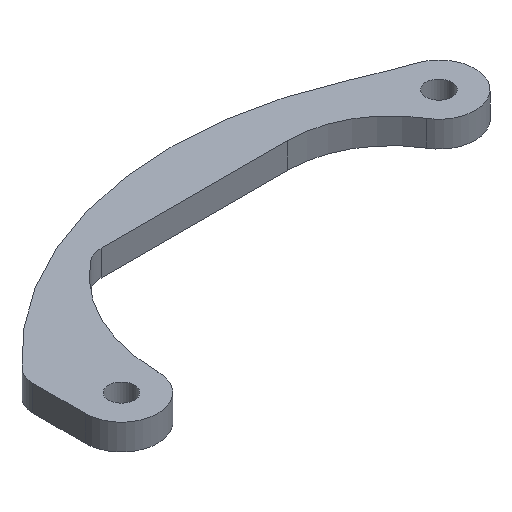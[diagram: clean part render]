
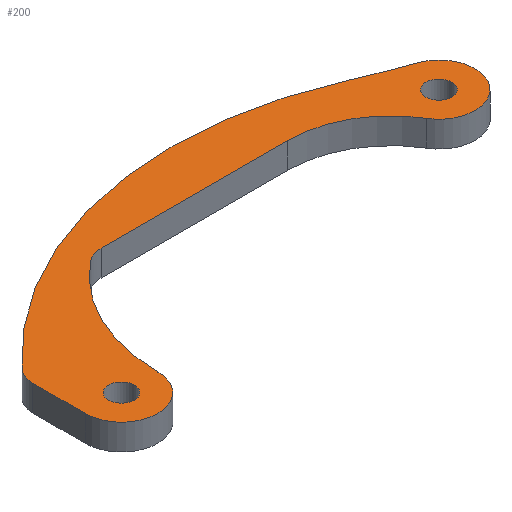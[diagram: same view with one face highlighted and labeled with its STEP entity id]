
A CAD part, isometric view. The second image highlights one B-rep face of the part: STEP entity #200.
In plain terms, the highlighted planar face has unit normal (0, 0, 1).
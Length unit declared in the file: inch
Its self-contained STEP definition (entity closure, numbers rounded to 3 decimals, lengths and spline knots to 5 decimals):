
#65=CARTESIAN_POINT('',(-1.20756,-2.94467,0.125));
#66=DIRECTION('',(0.,0.,1.));
#67=DIRECTION('',(1.,0.,0.));
#68=AXIS2_PLACEMENT_3D('',#65,#66,#67);
#69=PLANE('',#68);
#70=CARTESIAN_POINT('',(-2.44249,-4.00145,0.125));
#71=VERTEX_POINT('',#70);
#72=CARTESIAN_POINT('',(-2.19249,-4.00145,0.125));
#73=VERTEX_POINT('',#72);
#74=CARTESIAN_POINT('',(-2.31749,-4.00145,0.125));
#75=DIRECTION('',(0.,0.,1.));
#76=DIRECTION('',(1.,0.,-0.));
#77=AXIS2_PLACEMENT_3D('',#74,#75,#76);
#78=CIRCLE('',#77,0.125);
#79=EDGE_CURVE('',#71,#73,#78,.T.);
#80=ORIENTED_EDGE('',*,*,#79,.F.);
#81=CARTESIAN_POINT('',(-2.31749,-4.00145,0.125));
#82=DIRECTION('',(0.,0.,1.));
#83=DIRECTION('',(1.,0.,-0.));
#84=AXIS2_PLACEMENT_3D('',#81,#82,#83);
#85=CIRCLE('',#84,0.125);
#86=EDGE_CURVE('',#73,#71,#85,.T.);
#87=ORIENTED_EDGE('',*,*,#86,.F.);
#88=EDGE_LOOP('',(#80,#87));
#89=FACE_BOUND('',#88,.T.);
#90=CARTESIAN_POINT('',(-1.36313,-2.74897,0.125));
#91=VERTEX_POINT('',#90);
#92=CARTESIAN_POINT('',(-1.20756,-2.69467,0.125));
#93=VERTEX_POINT('',#92);
#94=CARTESIAN_POINT('',(-1.20756,-2.94467,0.125));
#95=DIRECTION('',(0.,0.,-1.));
#96=DIRECTION('',(1.,0.,0.));
#97=AXIS2_PLACEMENT_3D('',#94,#95,#96);
#98=CIRCLE('',#97,0.25);
#99=EDGE_CURVE('',#91,#93,#98,.T.);
#100=ORIENTED_EDGE('',*,*,#99,.T.);
#101=CARTESIAN_POINT('',(0.59244,-2.69467,0.125));
#102=VERTEX_POINT('',#101);
#103=CARTESIAN_POINT('',(-1.20756,-2.69467,0.125));
#104=DIRECTION('',(1.,0.,-0.));
#105=VECTOR('',#104,1.8);
#106=LINE('',#103,#105);
#107=EDGE_CURVE('',#93,#102,#106,.T.);
#108=ORIENTED_EDGE('',*,*,#107,.T.);
#109=CARTESIAN_POINT('',(1.44989,-3.1801,0.125));
#110=VERTEX_POINT('',#109);
#111=CARTESIAN_POINT('',(0.59244,-3.69467,0.125));
#112=DIRECTION('',(0.,0.,-1.));
#113=DIRECTION('',(-1.,0.,0.));
#114=AXIS2_PLACEMENT_3D('',#111,#112,#113);
#115=CIRCLE('',#114,1.);
#116=EDGE_CURVE('',#102,#110,#115,.T.);
#117=ORIENTED_EDGE('',*,*,#116,.T.);
#118=CARTESIAN_POINT('',(1.86333,-2.66886,0.125));
#119=VERTEX_POINT('',#118);
#120=CARTESIAN_POINT('',(1.75,-3.,0.125));
#121=DIRECTION('',(0.,0.,1.));
#122=DIRECTION('',(1.,0.,-0.));
#123=AXIS2_PLACEMENT_3D('',#120,#121,#122);
#124=CIRCLE('',#123,0.35);
#125=EDGE_CURVE('',#110,#119,#124,.T.);
#126=ORIENTED_EDGE('',*,*,#125,.T.);
#127=CARTESIAN_POINT('',(1.39776,-2.48652,0.125));
#128=VERTEX_POINT('',#127);
#129=CARTESIAN_POINT('',(3.72293,2.76492,0.125));
#130=DIRECTION('',(0.,0.,-1.));
#131=DIRECTION('',(1.,0.,0.));
#132=AXIS2_PLACEMENT_3D('',#129,#130,#131);
#133=CIRCLE('',#132,5.74318);
#134=EDGE_CURVE('',#119,#128,#133,.T.);
#135=ORIENTED_EDGE('',*,*,#134,.T.);
#136=CARTESIAN_POINT('',(-2.60197,-3.32474,0.125));
#137=VERTEX_POINT('',#136);
#138=CARTESIAN_POINT('',(-0.01925,-5.68685,0.125));
#139=DIRECTION('',(0.,0.,1.));
#140=DIRECTION('',(1.,0.,-0.));
#141=AXIS2_PLACEMENT_3D('',#138,#139,#140);
#142=CIRCLE('',#141,3.5);
#143=EDGE_CURVE('',#128,#137,#142,.T.);
#144=ORIENTED_EDGE('',*,*,#143,.T.);
#145=CARTESIAN_POINT('',(-2.66749,-3.49347,0.125));
#146=VERTEX_POINT('',#145);
#147=CARTESIAN_POINT('',(-2.41749,-3.49347,0.125));
#148=DIRECTION('',(0.,0.,1.));
#149=DIRECTION('',(1.,0.,-0.));
#150=AXIS2_PLACEMENT_3D('',#147,#148,#149);
#151=CIRCLE('',#150,0.25);
#152=EDGE_CURVE('',#137,#146,#151,.T.);
#153=ORIENTED_EDGE('',*,*,#152,.T.);
#154=CARTESIAN_POINT('',(-2.66749,-4.00145,0.125));
#155=VERTEX_POINT('',#154);
#156=CARTESIAN_POINT('',(-2.66749,-3.49347,0.125));
#157=DIRECTION('',(0.,-1.,0.));
#158=VECTOR('',#157,0.50798);
#159=LINE('',#156,#158);
#160=EDGE_CURVE('',#146,#155,#159,.T.);
#161=ORIENTED_EDGE('',*,*,#160,.T.);
#162=CARTESIAN_POINT('',(-1.96749,-4.00145,0.125));
#163=VERTEX_POINT('',#162);
#164=CARTESIAN_POINT('',(-2.31749,-4.00145,0.125));
#165=DIRECTION('',(0.,0.,1.));
#166=DIRECTION('',(1.,0.,-0.));
#167=AXIS2_PLACEMENT_3D('',#164,#165,#166);
#168=CIRCLE('',#167,0.35);
#169=EDGE_CURVE('',#155,#163,#168,.T.);
#170=ORIENTED_EDGE('',*,*,#169,.T.);
#171=CARTESIAN_POINT('',(-0.36749,-4.00145,0.125));
#172=DIRECTION('',(0.,0.,-1.));
#173=DIRECTION('',(1.,0.,0.));
#174=AXIS2_PLACEMENT_3D('',#171,#172,#173);
#175=CIRCLE('',#174,1.6);
#176=EDGE_CURVE('',#163,#91,#175,.T.);
#177=ORIENTED_EDGE('',*,*,#176,.T.);
#178=EDGE_LOOP('',(#100,#108,#117,#126,#135,#144,#153,#161,#170,#177));
#179=FACE_BOUND('',#178,.T.);
#180=CARTESIAN_POINT('',(1.625,-3.,0.125));
#181=VERTEX_POINT('',#180);
#182=CARTESIAN_POINT('',(1.875,-3.,0.125));
#183=VERTEX_POINT('',#182);
#184=CARTESIAN_POINT('',(1.75,-3.,0.125));
#185=DIRECTION('',(0.,0.,1.));
#186=DIRECTION('',(1.,0.,-0.));
#187=AXIS2_PLACEMENT_3D('',#184,#185,#186);
#188=CIRCLE('',#187,0.125);
#189=EDGE_CURVE('',#181,#183,#188,.T.);
#190=ORIENTED_EDGE('',*,*,#189,.F.);
#191=CARTESIAN_POINT('',(1.75,-3.,0.125));
#192=DIRECTION('',(0.,0.,1.));
#193=DIRECTION('',(1.,0.,-0.));
#194=AXIS2_PLACEMENT_3D('',#191,#192,#193);
#195=CIRCLE('',#194,0.125);
#196=EDGE_CURVE('',#183,#181,#195,.T.);
#197=ORIENTED_EDGE('',*,*,#196,.F.);
#198=EDGE_LOOP('',(#190,#197));
#199=FACE_BOUND('',#198,.T.);
#200=ADVANCED_FACE('',(#89,#179,#199),#69,.T.);
